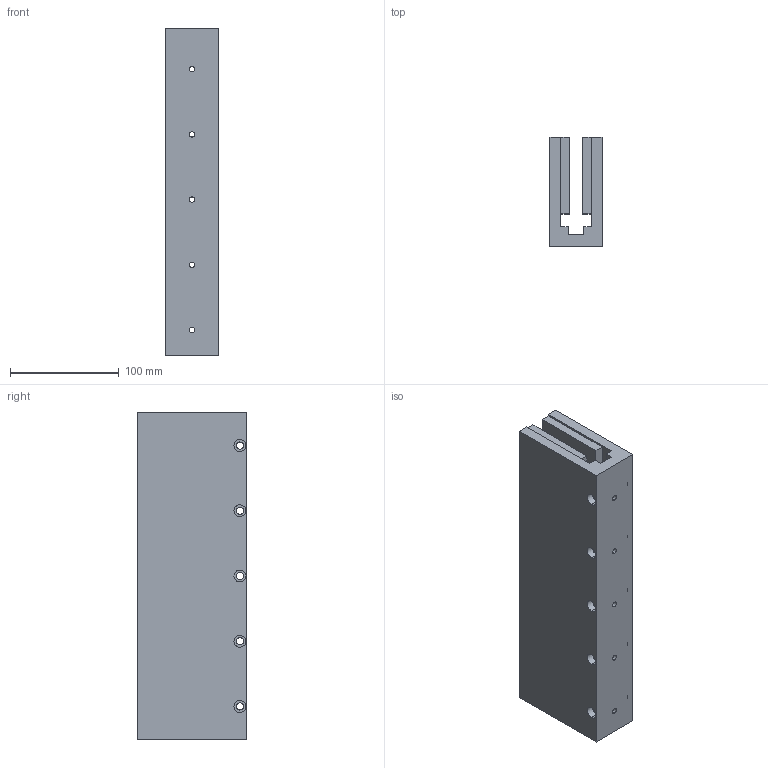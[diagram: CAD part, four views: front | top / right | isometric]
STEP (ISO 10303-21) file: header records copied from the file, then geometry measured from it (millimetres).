
FILE_DESCRIPTION (( 'STEP AP203' ), '1' );
FILE_NAME ('ZWU-60A-300MNS-MODEL-A01.step', '2022-09-08T12:53:08', ( '' ), ( '' ), 'SwSTEP 2.0', 'SolidWorks 2020', '' );
FILE_SCHEMA (( 'CONFIG_CONTROL_DESIGN' ));
Length unit declared in the file: millimetre
Products named in the file (1): ZWU-60A-300MNS-MODEL-A01
Bounding box: 48 x 100.2 x 300 mm (x, y, z)
Volume: 1007563.4 mm3; surface area: 184438.7 mm2
Topology: 1 solids, 1 shells, 164 faces, 396 edges, 264 vertices
Faces by surface type: plane 124, cylinder 40
Entity records: 4877 total; most frequent: CARTESIAN_POINT 825, DIRECTION 806, ORIENTED_EDGE 792, EDGE_CURVE 396, VECTOR 316, LINE 316, VERTEX_POINT 264, AXIS2_PLACEMENT_3D 245
